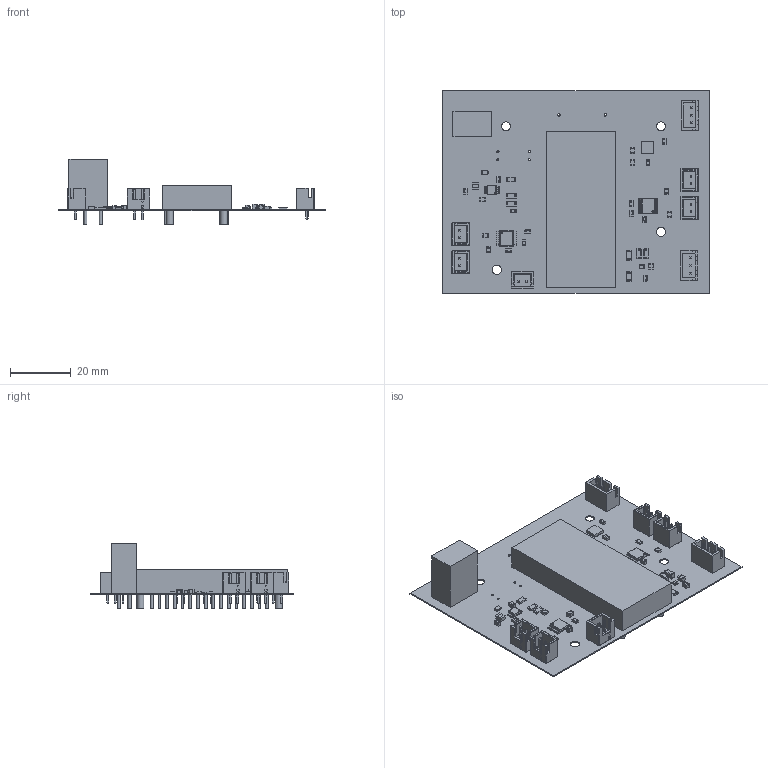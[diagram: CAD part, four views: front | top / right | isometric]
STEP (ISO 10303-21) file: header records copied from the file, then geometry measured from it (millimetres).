
FILE_DESCRIPTION(('Open CASCADE Model'),'2;1');
FILE_NAME('Open CASCADE Shape Model','2023-11-11T13:21:25',('Author'),( 'Open CASCADE'),'Open CASCADE STEP processor 7.5','Open CASCADE 7.5' ,'Unknown');
FILE_SCHEMA(('AUTOMOTIVE_DESIGN { 1 0 10303 214 1 1 1 1 }'));
Length unit declared in the file: millimetre
Products named in the file (168): PCB; Board; Open CASCADE STEP translator 7.5 2.1.1; D1; 6068675824; SW_IN; Conn_JST_B2B-XH-A_LF_SN_eec; 1; B2B-XH-A; JST Logo adjustable; SER0039_OUT; Conn_JST_B3B-XH-A_LF_SN_eec; Body; Pins; Marking; JST Logo; R12; 6068674384; solidBody; Terminal; solidTop; R11; R10; R9; 6068675664; R8; 6068670304; R7; R6; 6068675584; R5; R4; R3; 6068673424; term1; term2; body; R2; 6068679424; R1 ...
Assembly tree (211 placements, depth 5):
  PCB
    Board
      Open CASCADE STEP translator 7.5 2.1.1
    D1
      6068675824
    SW_IN
      Conn_JST_B2B-XH-A_LF_SN_eec
        1
          1
          B2B-XH-A
          JST Logo adjustable
    SER0039_OUT
      Conn_JST_B3B-XH-A_LF_SN_eec
        Body
        Pins
        Marking
        JST Logo
    R12
      6068674384
        solidBody
        Terminal
        solidTop
    R11
      6068674384
        solidBody
        Terminal
        solidTop
    R10
    R9
      6068675664
        solidBody
        Terminal
        solidTop
    R8
      6068670304
        solidBody
        Terminal
        solidTop
    R7
    R6
      6068675584
        solidBody
        Terminal
        solidTop
    R5
      6068675664
        solidBody
        Terminal
        solidTop
    R4
    R3
      6068673424
        term1
        term2
        body
    R2
      6068679424
    R1
      6068679424
    MCU
Bounding box: 88.14 x 66.93 x 21.68 mm (x, y, z)
Volume: 20927.1 mm3; surface area: 40364.7 mm2
Topology: 1256 solids, 1256 shells, 6353 faces, 10584 edges, 6610 vertices
Faces by surface type: plane 4085, cylinder 1886, sphere 250, torus 70, bspline 62
Full cylindrical faces by diameter (mm): 0.375 x1, 0.55 x2, 0.7 x4, 0.8 x2, 0.9 x6, 0.91 x896, 1 x14, 1.11 x28, 1.2 x4, 2.34 x128, 3 x4
Entity records: 65684 total; most frequent: CARTESIAN_POINT 10794, DIRECTION 10628, ORIENTED_EDGE 9740, EDGE_CURVE 4870, LINE 3716, VECTOR 3716, AXIS2_PLACEMENT_3D 3456, VERTEX_POINT 3086
